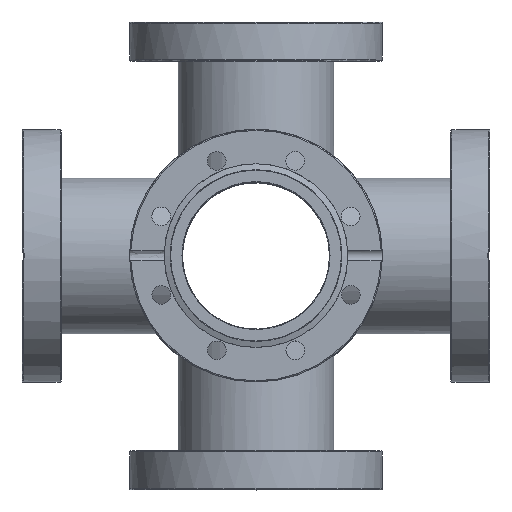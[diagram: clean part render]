
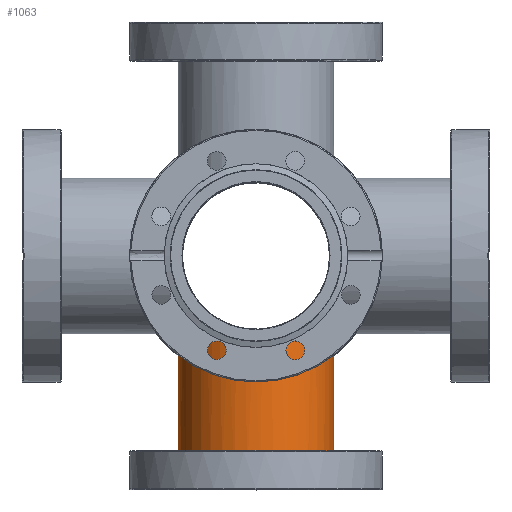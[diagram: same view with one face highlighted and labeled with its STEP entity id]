
A CAD part, top view. The second image highlights one B-rep face of the part: STEP entity #1063.
In plain terms, the highlighted cylindrical face has radius 35 mm (diameter 70 mm), a full revolution.
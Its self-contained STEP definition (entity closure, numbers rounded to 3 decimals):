
#930=CARTESIAN_POINT('',(0.,35.,97.1));
#931=VERTEX_POINT('',#930);
#932=CARTESIAN_POINT('',(0.,0.,97.1));
#933=DIRECTION('',(0.0,0.0,-1.0));
#934=DIRECTION('',(-1.0,0.0,0.0));
#935=AXIS2_PLACEMENT_3D('',#932,#933,#934);
#936=CIRCLE('',#935,35.0);
#937=EDGE_CURVE('',#931,#931,#936,.T.);
#960=CARTESIAN_POINT('',(-24.749,24.749,24.749));
#961=VERTEX_POINT('',#960);
#977=CARTESIAN_POINT('',(-24.749,-24.749,24.749));
#978=VERTEX_POINT('',#977);
#985=CARTESIAN_POINT('',(0.,0.,0.));
#986=DIRECTION('',(0.707,0.,0.707));
#987=DIRECTION('',(-0.707,0.,0.707));
#988=AXIS2_PLACEMENT_3D('',#985,#986,#987);
#989=ELLIPSE('',#988,49.497,35.);
#990=EDGE_CURVE('',#961,#978,#989,.T.);
#1000=CARTESIAN_POINT('',(24.749,24.749,24.749));
#1001=VERTEX_POINT('',#1000);
#1010=CARTESIAN_POINT('',(24.749,-24.749,24.749));
#1011=VERTEX_POINT('',#1010);
#1012=CARTESIAN_POINT('',(0.,0.,0.));
#1013=DIRECTION('',(-0.707,0.,0.707));
#1014=DIRECTION('',(-0.707,0.,-0.707));
#1015=AXIS2_PLACEMENT_3D('',#1012,#1013,#1014);
#1016=ELLIPSE('',#1015,49.497,35.0);
#1017=EDGE_CURVE('',#1011,#1001,#1016,.T.);
#1037=CARTESIAN_POINT('',(0.,0.,0.));
#1038=DIRECTION('',(0.,0.,1.0));
#1039=DIRECTION('',(-1.0,0.0,0.0));
#1040=AXIS2_PLACEMENT_3D('',#1037,#1038,#1039);
#1041=CYLINDRICAL_SURFACE('',#1040,35.0);
#1042=ORIENTED_EDGE('',*,*,#937,.T.);
#1043=EDGE_LOOP('',(#1042));
#1044=FACE_OUTER_BOUND('',#1043,.T.);
#1045=ORIENTED_EDGE('',*,*,#990,.T.);
#1046=CARTESIAN_POINT('',(0.,0.,0.));
#1047=DIRECTION('',(0.,0.707,0.707));
#1048=DIRECTION('',(0.,-0.707,0.707));
#1049=AXIS2_PLACEMENT_3D('',#1046,#1047,#1048);
#1050=ELLIPSE('',#1049,49.497,35.0);
#1051=EDGE_CURVE('',#978,#1011,#1050,.T.);
#1052=ORIENTED_EDGE('',*,*,#1051,.T.);
#1053=ORIENTED_EDGE('',*,*,#1017,.T.);
#1054=CARTESIAN_POINT('',(0.,0.,0.));
#1055=DIRECTION('',(0.,-0.707,0.707));
#1056=DIRECTION('',(0.,-0.707,-0.707));
#1057=AXIS2_PLACEMENT_3D('',#1054,#1055,#1056);
#1058=ELLIPSE('',#1057,49.497,35.);
#1059=EDGE_CURVE('',#1001,#961,#1058,.T.);
#1060=ORIENTED_EDGE('',*,*,#1059,.T.);
#1061=EDGE_LOOP('',(#1045,#1052,#1053,#1060));
#1062=FACE_BOUND('',#1061,.T.);
#1063=ADVANCED_FACE('',(#1044,#1062),#1041,.T.);
